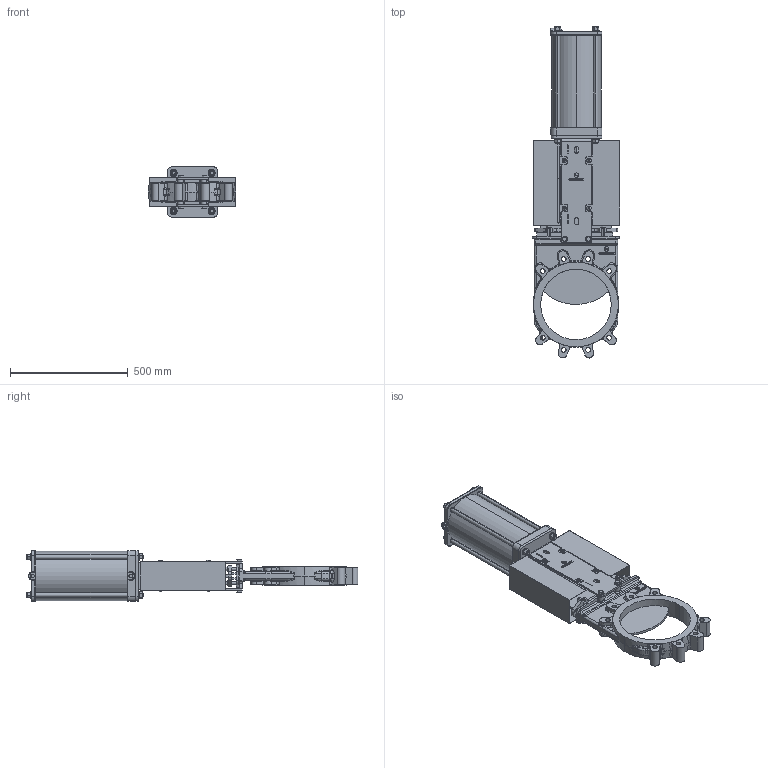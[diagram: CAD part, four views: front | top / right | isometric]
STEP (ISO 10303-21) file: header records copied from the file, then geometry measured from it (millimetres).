
FILE_DESCRIPTION (( 'STEP AP214' ), '1' );
FILE_NAME ('EB DN300_CAST IRON_PNEUMATIC.STEP', '2012-01-12T09:38:17', ( 'user' ), ( '' ), 'SwSTEP 2.0', 'SolidWorks 2011', '' );
FILE_SCHEMA (( 'AUTOMOTIVE_DESIGN' ));
Length unit declared in the file: millimetre
Products named in the file (1): EB DN300_CAST IRON_PNEUMATIC
Bounding box: 370.5 x 1411.64 x 215 mm (x, y, z)
Surface area: 1972067.6 mm2 (no closed solid volume)
Topology: 0 solids, 79 shells, 1024 faces, 3775 edges, 2723 vertices
Faces by surface type: plane 398, cylinder 333, bspline 136, cone 66, torus 66, sphere 25
Entity records: 59246 total; most frequent: CARTESIAN_POINT 17416, DIRECTION 6243, ORIENTED_EDGE 5788, EDGE_CURVE 3755, VERTEX_POINT 2723, AXIS2_PLACEMENT_3D 2254, VECTOR 1735, LINE 1735
